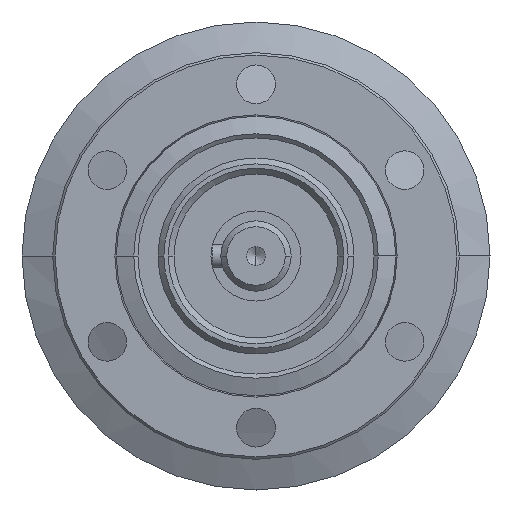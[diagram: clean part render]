
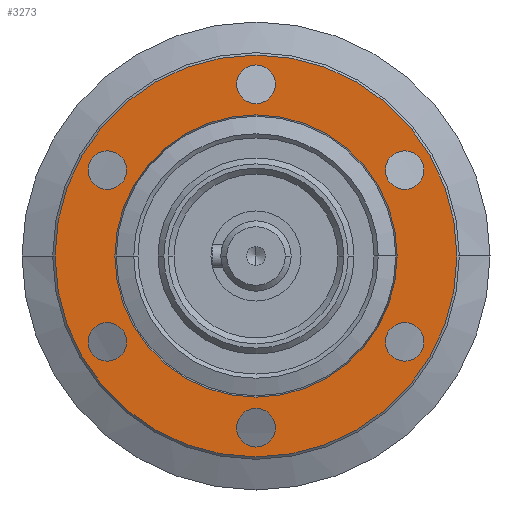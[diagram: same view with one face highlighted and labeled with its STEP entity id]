
A CAD part, left-side view. The second image highlights one B-rep face of the part: STEP entity #3273.
In plain terms, the highlighted planar face has unit normal (-1, 0, 0).
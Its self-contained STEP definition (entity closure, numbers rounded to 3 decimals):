
#239=CARTESIAN_POINT('',(11.,24.125,0.0));
#240=VERTEX_POINT('',#239);
#249=CARTESIAN_POINT('',(11.,-24.125,0.));
#250=VERTEX_POINT('',#249);
#251=CARTESIAN_POINT('',(11.,0.0,0.0));
#252=DIRECTION('',(1.0,0.0,0.0));
#253=DIRECTION('',(0.0,1.0,0.0));
#254=AXIS2_PLACEMENT_3D('',#251,#252,#253);
#255=CIRCLE('',#254,24.125);
#256=EDGE_CURVE('',#250,#240,#255,.T.);
#825=CARTESIAN_POINT('',(11.,-34.35,0.));
#826=VERTEX_POINT('',#825);
#833=CARTESIAN_POINT('',(11.,34.35,0.0));
#834=VERTEX_POINT('',#833);
#835=CARTESIAN_POINT('',(11.,0.0,0.0));
#836=DIRECTION('',(1.0,0.0,0.0));
#837=DIRECTION('',(0.0,-1.0,0.0));
#838=AXIS2_PLACEMENT_3D('',#835,#836,#837);
#839=CIRCLE('',#838,34.35);
#840=EDGE_CURVE('',#826,#834,#839,.T.);
#1168=CARTESIAN_POINT('',(11.,0.0,-26.05));
#1169=VERTEX_POINT('',#1168);
#1185=CARTESIAN_POINT('',(11.,0.,-32.65));
#1186=VERTEX_POINT('',#1185);
#1193=CARTESIAN_POINT('',(11.,0.0,-29.35));
#1194=DIRECTION('',(1.0,0.0,0.0));
#1195=DIRECTION('',(0.0,0.0,1.0));
#1196=AXIS2_PLACEMENT_3D('',#1193,#1194,#1195);
#1197=CIRCLE('',#1196,3.3);
#1198=EDGE_CURVE('',#1169,#1186,#1197,.T.);
#1231=CARTESIAN_POINT('',(11.,22.56,-13.025));
#1232=VERTEX_POINT('',#1231);
#1248=CARTESIAN_POINT('',(11.,28.276,-16.325));
#1249=VERTEX_POINT('',#1248);
#1256=CARTESIAN_POINT('',(11.,25.418,-14.675));
#1257=DIRECTION('',(1.0,0.0,0.0));
#1258=DIRECTION('',(0.0,-0.866,0.5));
#1259=AXIS2_PLACEMENT_3D('',#1256,#1257,#1258);
#1260=CIRCLE('',#1259,3.3);
#1261=EDGE_CURVE('',#1232,#1249,#1260,.T.);
#1294=CARTESIAN_POINT('',(11.,22.56,13.025));
#1295=VERTEX_POINT('',#1294);
#1311=CARTESIAN_POINT('',(11.,28.276,16.325));
#1312=VERTEX_POINT('',#1311);
#1319=CARTESIAN_POINT('',(11.,25.418,14.675));
#1320=DIRECTION('',(1.,0.0,0.0));
#1321=DIRECTION('',(0.0,-0.866,-0.5));
#1322=AXIS2_PLACEMENT_3D('',#1319,#1320,#1321);
#1323=CIRCLE('',#1322,3.3);
#1324=EDGE_CURVE('',#1295,#1312,#1323,.T.);
#1357=CARTESIAN_POINT('',(11.,0.,26.05));
#1358=VERTEX_POINT('',#1357);
#1374=CARTESIAN_POINT('',(11.,0.,32.65));
#1375=VERTEX_POINT('',#1374);
#1382=CARTESIAN_POINT('',(11.,0.,29.35));
#1383=DIRECTION('',(1.0,0.0,0.0));
#1384=DIRECTION('',(0.0,0.0,-1.0));
#1385=AXIS2_PLACEMENT_3D('',#1382,#1383,#1384);
#1386=CIRCLE('',#1385,3.3);
#1387=EDGE_CURVE('',#1358,#1375,#1386,.T.);
#1420=CARTESIAN_POINT('',(11.,-22.56,13.025));
#1421=VERTEX_POINT('',#1420);
#1437=CARTESIAN_POINT('',(11.,-28.276,16.325));
#1438=VERTEX_POINT('',#1437);
#1445=CARTESIAN_POINT('',(11.,-25.418,14.675));
#1446=DIRECTION('',(1.0,0.0,0.0));
#1447=DIRECTION('',(0.0,0.866,-0.5));
#1448=AXIS2_PLACEMENT_3D('',#1445,#1446,#1447);
#1449=CIRCLE('',#1448,3.3);
#1450=EDGE_CURVE('',#1421,#1438,#1449,.T.);
#1483=CARTESIAN_POINT('',(11.,-22.56,-13.025));
#1484=VERTEX_POINT('',#1483);
#1500=CARTESIAN_POINT('',(11.,-28.276,-16.325));
#1501=VERTEX_POINT('',#1500);
#1508=CARTESIAN_POINT('',(11.,-25.418,-14.675));
#1509=DIRECTION('',(1.,0.0,0.0));
#1510=DIRECTION('',(0.0,0.866,0.5));
#1511=AXIS2_PLACEMENT_3D('',#1508,#1509,#1510);
#1512=CIRCLE('',#1511,3.3);
#1513=EDGE_CURVE('',#1484,#1501,#1512,.T.);
#2723=CARTESIAN_POINT('',(11.,-25.418,-14.675));
#2724=DIRECTION('',(1.,0.0,0.0));
#2725=DIRECTION('',(0.0,0.866,0.5));
#2726=AXIS2_PLACEMENT_3D('',#2723,#2724,#2725);
#2727=CIRCLE('',#2726,3.3);
#2728=EDGE_CURVE('',#1501,#1484,#2727,.T.);
#2768=CARTESIAN_POINT('',(11.,-25.418,14.675));
#2769=DIRECTION('',(1.0,0.0,0.0));
#2770=DIRECTION('',(0.0,0.866,-0.5));
#2771=AXIS2_PLACEMENT_3D('',#2768,#2769,#2770);
#2772=CIRCLE('',#2771,3.3);
#2773=EDGE_CURVE('',#1438,#1421,#2772,.T.);
#2813=CARTESIAN_POINT('',(11.,0.,29.35));
#2814=DIRECTION('',(1.0,0.0,0.0));
#2815=DIRECTION('',(0.0,0.0,-1.0));
#2816=AXIS2_PLACEMENT_3D('',#2813,#2814,#2815);
#2817=CIRCLE('',#2816,3.3);
#2818=EDGE_CURVE('',#1375,#1358,#2817,.T.);
#2858=CARTESIAN_POINT('',(11.,25.418,14.675));
#2859=DIRECTION('',(1.,0.0,0.0));
#2860=DIRECTION('',(0.0,-0.866,-0.5));
#2861=AXIS2_PLACEMENT_3D('',#2858,#2859,#2860);
#2862=CIRCLE('',#2861,3.3);
#2863=EDGE_CURVE('',#1312,#1295,#2862,.T.);
#2903=CARTESIAN_POINT('',(11.,25.418,-14.675));
#2904=DIRECTION('',(1.0,0.0,0.0));
#2905=DIRECTION('',(0.0,-0.866,0.5));
#2906=AXIS2_PLACEMENT_3D('',#2903,#2904,#2905);
#2907=CIRCLE('',#2906,3.3);
#2908=EDGE_CURVE('',#1249,#1232,#2907,.T.);
#2948=CARTESIAN_POINT('',(11.,0.0,-29.35));
#2949=DIRECTION('',(1.0,0.0,0.0));
#2950=DIRECTION('',(0.0,0.0,1.0));
#2951=AXIS2_PLACEMENT_3D('',#2948,#2949,#2950);
#2952=CIRCLE('',#2951,3.3);
#2953=EDGE_CURVE('',#1186,#1169,#2952,.T.);
#3208=CARTESIAN_POINT('',(11.,0.0,0.0));
#3209=DIRECTION('',(1.0,0.0,0.0));
#3210=DIRECTION('',(0.0,-1.0,0.0));
#3211=AXIS2_PLACEMENT_3D('',#3208,#3209,#3210);
#3212=CIRCLE('',#3211,34.35);
#3213=EDGE_CURVE('',#834,#826,#3212,.T.);
#3230=CARTESIAN_POINT('',(11.,29.437,0.0));
#3231=DIRECTION('',(-1.0,0.0,0.0));
#3232=DIRECTION('',(0.0,0.0,1.0));
#3233=AXIS2_PLACEMENT_3D('',#3230,#3231,#3232);
#3234=PLANE('',#3233);
#3235=ORIENTED_EDGE('',*,*,#3213,.F.);
#3236=ORIENTED_EDGE('',*,*,#840,.F.);
#3237=EDGE_LOOP('',(#3235,#3236));
#3238=FACE_OUTER_BOUND('',#3237,.T.);
#3239=ORIENTED_EDGE('',*,*,#1513,.T.);
#3240=ORIENTED_EDGE('',*,*,#2728,.T.);
#3241=EDGE_LOOP('',(#3239,#3240));
#3242=FACE_BOUND('',#3241,.T.);
#3243=ORIENTED_EDGE('',*,*,#1450,.T.);
#3244=ORIENTED_EDGE('',*,*,#2773,.T.);
#3245=EDGE_LOOP('',(#3243,#3244));
#3246=FACE_BOUND('',#3245,.T.);
#3247=ORIENTED_EDGE('',*,*,#1387,.T.);
#3248=ORIENTED_EDGE('',*,*,#2818,.T.);
#3249=EDGE_LOOP('',(#3247,#3248));
#3250=FACE_BOUND('',#3249,.T.);
#3251=ORIENTED_EDGE('',*,*,#1324,.T.);
#3252=ORIENTED_EDGE('',*,*,#2863,.T.);
#3253=EDGE_LOOP('',(#3251,#3252));
#3254=FACE_BOUND('',#3253,.T.);
#3255=ORIENTED_EDGE('',*,*,#1261,.T.);
#3256=ORIENTED_EDGE('',*,*,#2908,.T.);
#3257=EDGE_LOOP('',(#3255,#3256));
#3258=FACE_BOUND('',#3257,.T.);
#3259=ORIENTED_EDGE('',*,*,#1198,.T.);
#3260=ORIENTED_EDGE('',*,*,#2953,.T.);
#3261=EDGE_LOOP('',(#3259,#3260));
#3262=FACE_BOUND('',#3261,.T.);
#3263=CARTESIAN_POINT('',(11.,0.0,0.0));
#3264=DIRECTION('',(1.0,0.0,0.0));
#3265=DIRECTION('',(0.0,1.0,0.0));
#3266=AXIS2_PLACEMENT_3D('',#3263,#3264,#3265);
#3267=CIRCLE('',#3266,24.125);
#3268=EDGE_CURVE('',#240,#250,#3267,.T.);
#3269=ORIENTED_EDGE('',*,*,#3268,.T.);
#3270=ORIENTED_EDGE('',*,*,#256,.T.);
#3271=EDGE_LOOP('',(#3269,#3270));
#3272=FACE_BOUND('',#3271,.T.);
#3273=ADVANCED_FACE('',(#3238,#3242,#3246,#3250,#3254,#3258,#3262,#3272),#3234,.T.);
